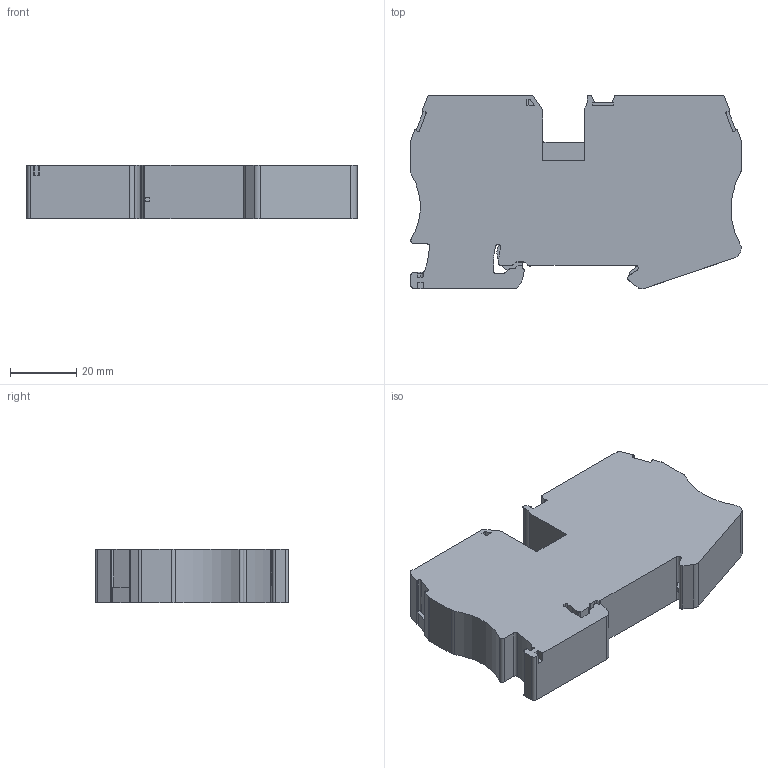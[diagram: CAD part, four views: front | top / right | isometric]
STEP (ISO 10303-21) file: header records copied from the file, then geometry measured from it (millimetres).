
FILE_DESCRIPTION(/* description */ (''),/* implementation_level */ '2;1');
FILE_NAME(/* name */ 'TC35-2-PE.stp',/* time_stamp */ '2022-07-21T11:33:11+08:00',/* author */ (''),/* organization */ (''),/* preprocessor_version */ 'ST-DEVELOPER v16.7',/* originating_system */ 'SIEMENS PLM Software NX 12.0',/* authorisation */ '');
FILE_SCHEMA (('AP203_CONFIGURATION_CONTROLLED_3D_DESIGN_OF_MECHANICAL_PARTS_AND_ASSEMBLIES_MIM_LF { 1 0 10303 403 2 1 2}'));
Length unit declared in the file: millimetre
Products named in the file (1): SP6106T1002
Bounding box: 100 x 58.6 x 16.1 mm (x, y, z)
Volume: 77442 mm3; surface area: 17717 mm2
Topology: 1 solids, 1 shells, 320 faces, 914 edges, 604 vertices
Faces by surface type: plane 204, cylinder 107, torus 6, cone 2, bspline 1
Full cylindrical faces by diameter (mm): 14 x2
Entity records: 12421 total; most frequent: CARTESIAN_POINT 1929, ORIENTED_EDGE 1808, DIRECTION 1768, EDGE_CURVE 904, LINE 668, VECTOR 668, VERTEX_POINT 600, AXIS2_PLACEMENT_3D 550
